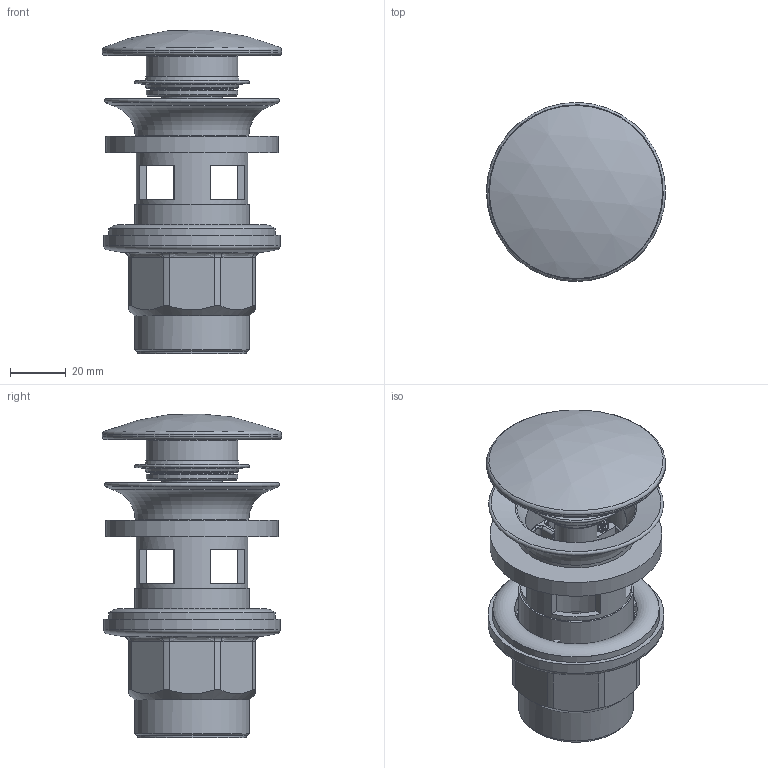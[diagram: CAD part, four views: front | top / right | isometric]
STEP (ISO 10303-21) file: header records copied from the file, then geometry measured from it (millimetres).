
FILE_DESCRIPTION(/* description */ ('Unknown'),/* implementation_level */ '2;1');
FILE_NAME(/* name */ '40824000',/* time_stamp */ '2022-09-09T12:54:17+02:00',/* author */ ('Unknown'),/* organization */ ('GROHE AG'),/* preprocessor_version */ 'ST-DEVELOPER v16.7',/* originating_system */ 'DEX',/* authorisation */ $);
FILE_SCHEMA (('AUTOMOTIVE_DESIGN {1 0 10303 214 3 1 1}'));
Length unit declared in the file: millimetre
Products named in the file (4): 40824000; Solido1; Solido2
Assembly tree (3 placements, depth 2):
  40824000
    Solido1
    Solido2
    40824000
Bounding box: 64.48 x 64.48 x 116.54 mm (x, y, z)
Volume: 98646.4 mm3; surface area: 80146.3 mm2
Topology: 12 solids, 12 shells, 655 faces, 1719 edges, 1106 vertices
Faces by surface type: plane 297, cylinder 216, torus 60, bspline 48, cone 31, sphere 3
Full cylindrical faces by diameter (mm): 11.445 x1, 13 x1, 15.3 x1, 22 x1, 24.8 x1, 25 x1, 28 x1, 29.9 x1, 30.2 x1, 33 x2, 34 x1, 35.2 x1, 36.5 x1, 38.4 x1, 39 x1, 39.5 x1, 40 x1, 41 x1, 41.3 x1, 41.4 x1, 43 x1, 43.5 x1, 44 x1, 57.8 x1, 59.5 x1, 60 x2, 60.5 x1, 62 x1, 63.5 x2, 63.7 x1
Entity records: 21740 total; most frequent: CARTESIAN_POINT 6228, ORIENTED_EDGE 3188, DIRECTION 3072, EDGE_CURVE 1594, AXIS2_PLACEMENT_3D 1155, VERTEX_POINT 1070, EDGE_LOOP 792, FACE_BOUND 792
